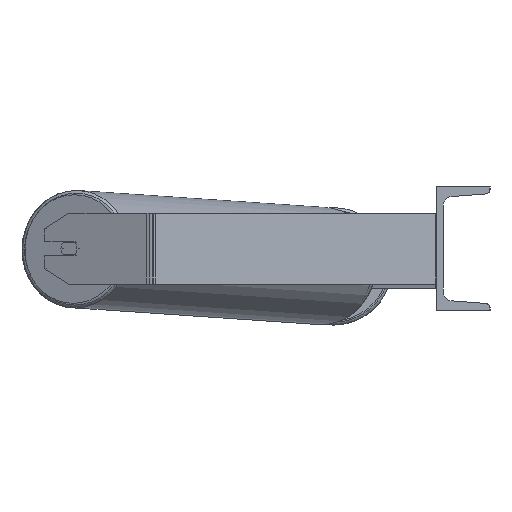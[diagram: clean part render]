
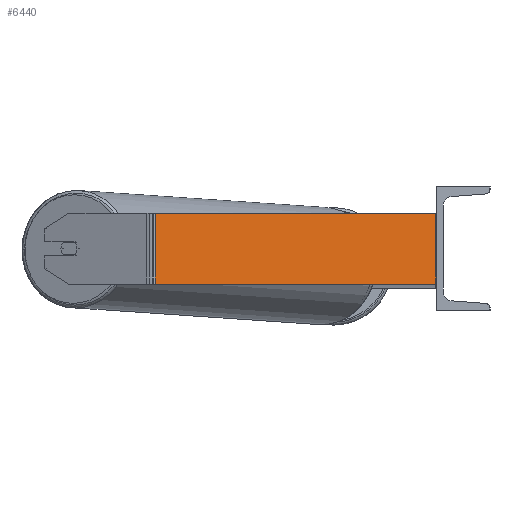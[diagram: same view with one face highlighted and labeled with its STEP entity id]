
A CAD part, left-side view. The second image highlights one B-rep face of the part: STEP entity #6440.
In plain terms, the highlighted planar face has unit normal (-0.985, -0.174, 0).
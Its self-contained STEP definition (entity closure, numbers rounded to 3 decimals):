
#106 = LINE ( 'NONE', #6323, #5801 ) ;
#132 = VERTEX_POINT ( 'NONE', #2200 ) ;
#625 = EDGE_LOOP ( 'NONE', ( #1496, #747, #6565, #1822 ) ) ;
#747 = ORIENTED_EDGE ( 'NONE', *, *, #7502, .F. ) ;
#906 = CARTESIAN_POINT ( 'NONE',  ( -1042.115, 323.916, 40. ) ) ;
#1251 = EDGE_CURVE ( 'NONE', #132, #2754, #5546, .T. ) ;
#1434 = LINE ( 'NONE', #4243, #6400 ) ;
#1496 = ORIENTED_EDGE ( 'NONE', *, *, #1251, .T. ) ;
#1822 = ORIENTED_EDGE ( 'NONE', *, *, #2278, .T. ) ;
#2200 = CARTESIAN_POINT ( 'NONE',  ( -1041.239, 318.948, -40. ) ) ;
#2257 = DIRECTION ( 'NONE',  ( 0., 0., -1. ) ) ;
#2278 = EDGE_CURVE ( 'NONE', #5048, #132, #1434, .T. ) ;
#2609 = VECTOR ( 'NONE', #7330, 1000. ) ;
#2754 = VERTEX_POINT ( 'NONE', #5554 ) ;
#3666 = LINE ( 'NONE', #906, #2609 ) ;
#4155 = CARTESIAN_POINT ( 'NONE',  ( -1042.115, 323.916, 40. ) ) ;
#4243 = CARTESIAN_POINT ( 'NONE',  ( -1041.239, 318.948, 40. ) ) ;
#4430 = CARTESIAN_POINT ( 'NONE',  ( -985., 0., 40. ) ) ;
#4828 = CARTESIAN_POINT ( 'NONE',  ( -1042.115, 323.916, -40. ) ) ;
#5048 = VERTEX_POINT ( 'NONE', #8784 ) ;
#5546 = LINE ( 'NONE', #4828, #8140 ) ;
#5554 = CARTESIAN_POINT ( 'NONE',  ( -985., 0., -40. ) ) ;
#5593 = PLANE ( 'NONE',  #7425 ) ;
#5801 = VECTOR ( 'NONE', #2257, 1000. ) ;
#6305 = FACE_OUTER_BOUND ( 'NONE', #625, .T. ) ;
#6323 = CARTESIAN_POINT ( 'NONE',  ( -985., 0., 40. ) ) ;
#6324 = DIRECTION ( 'NONE',  ( 0.174, -0.985, 0. ) ) ;
#6400 = VECTOR ( 'NONE', #8491, 1000. ) ;
#6440 = ADVANCED_FACE ( 'NONE', ( #6305 ), #5593, .F. ) ;
#6565 = ORIENTED_EDGE ( 'NONE', *, *, #7410, .F. ) ;
#7001 = DIRECTION ( 'NONE',  ( -0.174, 0.985, 0. ) ) ;
#7249 = VERTEX_POINT ( 'NONE', #4430 ) ;
#7330 = DIRECTION ( 'NONE',  ( 0.174, -0.985, 0. ) ) ;
#7410 = EDGE_CURVE ( 'NONE', #5048, #7249, #3666, .T. ) ;
#7425 = AXIS2_PLACEMENT_3D ( 'NONE', #4155, #7632, #7001 ) ;
#7502 = EDGE_CURVE ( 'NONE', #7249, #2754, #106, .T. ) ;
#7632 = DIRECTION ( 'NONE',  ( 0.985, 0.174, 0. ) ) ;
#8140 = VECTOR ( 'NONE', #6324, 1000. ) ;
#8491 = DIRECTION ( 'NONE',  ( 0., 0., -1. ) ) ;
#8784 = CARTESIAN_POINT ( 'NONE',  ( -1041.239, 318.948, 40. ) ) ;
